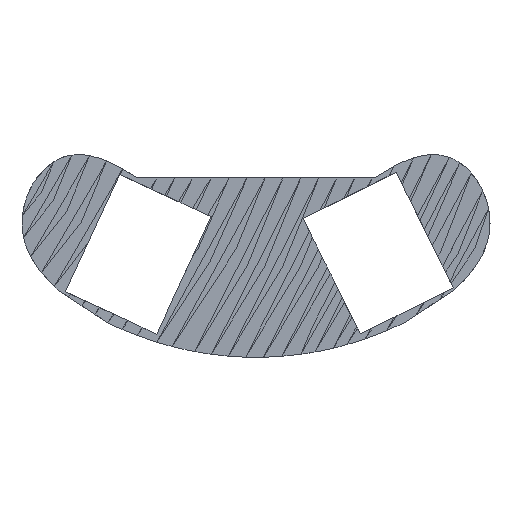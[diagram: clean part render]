
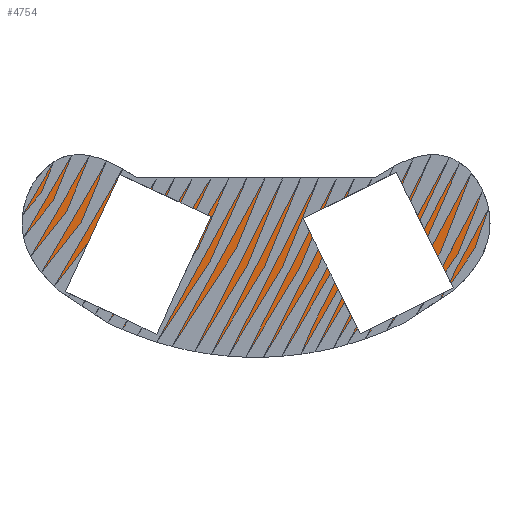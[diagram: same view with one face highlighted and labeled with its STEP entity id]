
A CAD part, top view. The second image highlights one B-rep face of the part: STEP entity #4754.
In plain terms, the highlighted planar face has unit normal (0, 0, 1).
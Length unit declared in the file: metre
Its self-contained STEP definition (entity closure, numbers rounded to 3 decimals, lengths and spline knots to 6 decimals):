
#33=B_SPLINE_CURVE_WITH_KNOTS('',3,(#7644,#7645,#7646,#7647,#7648,#7649),
 .UNSPECIFIED.,.F.,.F.,(4,1,1,4),(0.75173,0.799586,0.902426,
1.),.UNSPECIFIED.);
#34=B_SPLINE_CURVE_WITH_KNOTS('',3,(#7654,#7655,#7656,#7657,#7658),
 .UNSPECIFIED.,.F.,.F.,(4,1,4),(0.538492,0.626025,0.713555),
 .UNSPECIFIED.);
#35=B_SPLINE_CURVE_WITH_KNOTS('',3,(#7662,#7663,#7664,#7665,#7666,#7667),
 .UNSPECIFIED.,.F.,.F.,(4,1,1,4),(0.252045,0.349619,0.452461,
0.500317),.UNSPECIFIED.);
#589=ORIENTED_EDGE('',*,*,#1726,.F.);
#590=ORIENTED_EDGE('',*,*,#1727,.F.);
#591=ORIENTED_EDGE('',*,*,#1728,.F.);
#592=ORIENTED_EDGE('',*,*,#1729,.F.);
#593=ORIENTED_EDGE('',*,*,#1730,.F.);
#594=ORIENTED_EDGE('',*,*,#1731,.F.);
#595=ORIENTED_EDGE('',*,*,#1732,.F.);
#596=ORIENTED_EDGE('',*,*,#1733,.F.);
#597=ORIENTED_EDGE('',*,*,#1734,.F.);
#598=ORIENTED_EDGE('',*,*,#1735,.F.);
#599=ORIENTED_EDGE('',*,*,#1736,.T.);
#600=ORIENTED_EDGE('',*,*,#1737,.T.);
#601=ORIENTED_EDGE('',*,*,#1738,.T.);
#602=ORIENTED_EDGE('',*,*,#1739,.T.);
#1726=EDGE_CURVE('',#2324,#2325,#2790,.T.);
#1727=EDGE_CURVE('',#2326,#2324,#2791,.T.);
#1728=EDGE_CURVE('',#2327,#2326,#2792,.T.);
#1729=EDGE_CURVE('',#2325,#2327,#2793,.T.);
#1730=EDGE_CURVE('',#2328,#2329,#33,.T.);
#1731=EDGE_CURVE('',#2330,#2328,#2794,.T.);
#1732=EDGE_CURVE('',#2331,#2330,#34,.T.);
#1733=EDGE_CURVE('',#2332,#2331,#2795,.T.);
#1734=EDGE_CURVE('',#2333,#2332,#35,.T.);
#1735=EDGE_CURVE('',#2329,#2333,#2796,.T.);
#1736=EDGE_CURVE('',#2334,#2335,#2797,.T.);
#1737=EDGE_CURVE('',#2335,#2336,#2798,.T.);
#1738=EDGE_CURVE('',#2336,#2337,#2799,.T.);
#1739=EDGE_CURVE('',#2337,#2334,#2800,.T.);
#2324=VERTEX_POINT('',#7637);
#2325=VERTEX_POINT('',#7638);
#2326=VERTEX_POINT('',#7640);
#2327=VERTEX_POINT('',#7642);
#2328=VERTEX_POINT('',#7650);
#2329=VERTEX_POINT('',#7651);
#2330=VERTEX_POINT('',#7653);
#2331=VERTEX_POINT('',#7659);
#2332=VERTEX_POINT('',#7661);
#2333=VERTEX_POINT('',#7668);
#2334=VERTEX_POINT('',#7671);
#2335=VERTEX_POINT('',#7672);
#2336=VERTEX_POINT('',#7674);
#2337=VERTEX_POINT('',#7676);
#2790=LINE('',#7636,#3365);
#2791=LINE('',#7639,#3366);
#2792=LINE('',#7641,#3367);
#2793=LINE('',#7643,#3368);
#2794=LINE('',#7652,#3369);
#2795=LINE('',#7660,#3370);
#2796=LINE('',#7669,#3371);
#2797=LINE('',#7670,#3372);
#2798=LINE('',#7673,#3373);
#2799=LINE('',#7675,#3374);
#2800=LINE('',#7677,#3375);
#3365=VECTOR('',#6151,1.);
#3366=VECTOR('',#6152,1.);
#3367=VECTOR('',#6153,1.);
#3368=VECTOR('',#6154,1.);
#3369=VECTOR('',#6155,1.);
#3370=VECTOR('',#6156,1.);
#3371=VECTOR('',#6157,1.);
#3372=VECTOR('',#6158,1.);
#3373=VECTOR('',#6159,1.);
#3374=VECTOR('',#6160,1.);
#3375=VECTOR('',#6161,1.);
#3868=EDGE_LOOP('',(#589,#590,#591,#592));
#3869=EDGE_LOOP('',(#593,#594,#595,#596,#597,#598));
#3870=EDGE_LOOP('',(#599,#600,#601,#602));
#4179=FACE_BOUND('',#3868,.T.);
#4180=FACE_BOUND('',#3869,.T.);
#4181=FACE_BOUND('',#3870,.T.);
#4474=PLANE('',#5559);
#4754=ADVANCED_FACE('',(#4179,#4180,#4181),#4474,.T.);
#5559=AXIS2_PLACEMENT_3D('',#7635,#6149,#6150);
#6149=DIRECTION('',(0.,0.,1.));
#6150=DIRECTION('',(1.,0.,0.));
#6151=DIRECTION('',(-0.896,-0.444,0.));
#6152=DIRECTION('',(-0.444,0.896,0.));
#6153=DIRECTION('',(0.896,0.444,0.));
#6154=DIRECTION('',(0.444,-0.896,0.));
#6155=DIRECTION('',(-0.835,0.551,0.));
#6156=DIRECTION('',(-0.835,-0.551,0.));
#6157=DIRECTION('',(1.,0.,0.));
#6158=DIRECTION('',(-0.907,0.421,0.));
#6159=DIRECTION('',(0.421,0.907,0.));
#6160=DIRECTION('',(0.907,-0.421,0.));
#6161=DIRECTION('',(-0.421,-0.907,0.));
#7635=CARTESIAN_POINT('',(0.083469,0.007289,0.));
#7636=CARTESIAN_POINT('',(0.183071,0.071196,0.));
#7637=CARTESIAN_POINT('',(0.232599,0.095723,0.));
#7638=CARTESIAN_POINT('',(0.133544,0.046668,0.));
#7639=CARTESIAN_POINT('',(0.263054,0.034227,0.));
#7640=CARTESIAN_POINT('',(0.293509,-0.027269,0.));
#7641=CARTESIAN_POINT('',(0.243982,-0.051797,0.));
#7642=CARTESIAN_POINT('',(0.194455,-0.076325,0.));
#7643=CARTESIAN_POINT('',(0.164,-0.014828,0.));
#7644=CARTESIAN_POINT('',(-0.12657,-0.030098,0.));
#7645=CARTESIAN_POINT('',(-0.144246,-0.014577,0.));
#7646=CARTESIAN_POINT('',(-0.183765,0.039012,0.));
#7647=CARTESIAN_POINT('',(-0.133246,0.133652,0.));
#7648=CARTESIAN_POINT('',(-0.07389,0.110509,0.));
#7649=CARTESIAN_POINT('',(-0.042984,0.089665,0.));
#7650=CARTESIAN_POINT('',(-0.12657,-0.030098,0.));
#7651=CARTESIAN_POINT('',(-0.042984,0.089665,0.));
#7652=CARTESIAN_POINT('',(-0.101022,-0.046958,0.));
#7653=CARTESIAN_POINT('',(-0.075473,-0.063818,0.));
#7654=CARTESIAN_POINT('',(0.242411,-0.063818,0.));
#7655=CARTESIAN_POINT('',(0.19739,-0.086544,0.));
#7656=CARTESIAN_POINT('',(0.083465,-0.116056,0.));
#7657=CARTESIAN_POINT('',(-0.030455,-0.086544,0.));
#7658=CARTESIAN_POINT('',(-0.075473,-0.063818,0.));
#7659=CARTESIAN_POINT('',(0.242411,-0.063818,0.));
#7660=CARTESIAN_POINT('',(0.26796,-0.046958,0.));
#7661=CARTESIAN_POINT('',(0.293509,-0.030098,0.));
#7662=CARTESIAN_POINT('',(0.209915,0.089665,0.));
#7663=CARTESIAN_POINT('',(0.24082,0.110509,0.));
#7664=CARTESIAN_POINT('',(0.300174,0.133651,0.));
#7665=CARTESIAN_POINT('',(0.350706,0.039012,0.));
#7666=CARTESIAN_POINT('',(0.311186,-0.014577,0.));
#7667=CARTESIAN_POINT('',(0.293509,-0.030098,0.));
#7668=CARTESIAN_POINT('',(0.209915,0.089665,0.));
#7669=CARTESIAN_POINT('',(0.083465,0.089665,0.));
#7670=CARTESIAN_POINT('',(-0.070894,-0.053916,0.));
#7671=CARTESIAN_POINT('',(-0.022295,-0.076504,0.));
#7672=CARTESIAN_POINT('',(-0.119492,-0.031328,0.));
#7673=CARTESIAN_POINT('',(-0.090501,0.031047,0.));
#7674=CARTESIAN_POINT('',(-0.061509,0.093422,0.));
#7675=CARTESIAN_POINT('',(-0.012911,0.070834,0.));
#7676=CARTESIAN_POINT('',(0.035687,0.048246,0.));
#7677=CARTESIAN_POINT('',(0.006696,-0.014129,0.));
